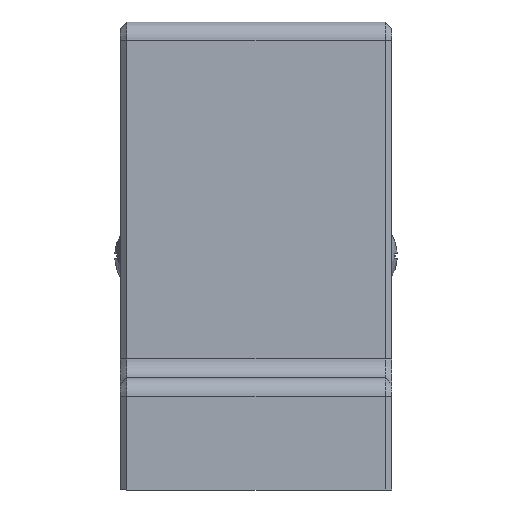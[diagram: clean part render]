
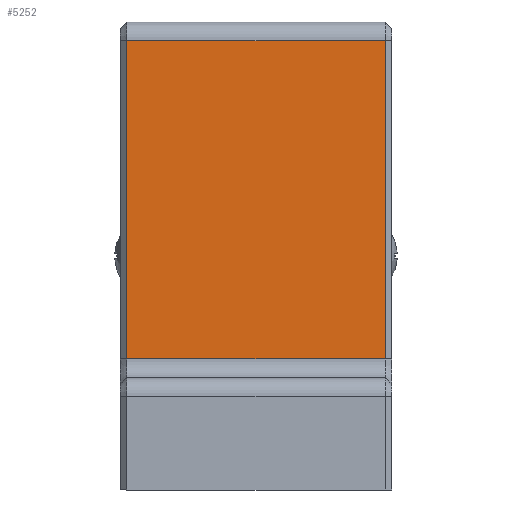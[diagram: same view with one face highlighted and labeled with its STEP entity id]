
A CAD part, front view. The second image highlights one B-rep face of the part: STEP entity #5252.
In plain terms, the highlighted planar face has unit normal (0, -1, 0).
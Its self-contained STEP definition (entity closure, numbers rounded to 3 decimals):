
#5019=CARTESIAN_POINT('',(13.8,-25.,14.));
#5020=VERTEX_POINT('',#5019);
#5069=CARTESIAN_POINT('',(13.8,-25.,48.));
#5070=VERTEX_POINT('',#5069);
#5077=CARTESIAN_POINT('',(13.8,-25.,48.));
#5078=DIRECTION('',(0.0,0.0,-1.0));
#5079=VECTOR('',#5078,34.0);
#5080=LINE('',#5077,#5079);
#5081=EDGE_CURVE('',#5070,#5020,#5080,.T.);
#5209=CARTESIAN_POINT('',(-13.8,-25.,14.));
#5210=VERTEX_POINT('',#5209);
#5220=CARTESIAN_POINT('',(-13.8,-25.,14.));
#5221=DIRECTION('',(1.0,0.0,0.0));
#5222=VECTOR('',#5221,27.6);
#5223=LINE('',#5220,#5222);
#5224=EDGE_CURVE('',#5210,#5020,#5223,.T.);
#5229=CARTESIAN_POINT('',(0.0,-25.,50.));
#5230=DIRECTION('',(0.0,1.0,0.0));
#5231=DIRECTION('',(0.0,0.0,1.0));
#5232=AXIS2_PLACEMENT_3D('',#5229,#5230,#5231);
#5233=PLANE('',#5232);
#5234=CARTESIAN_POINT('',(-13.8,-25.,48.));
#5235=VERTEX_POINT('',#5234);
#5236=CARTESIAN_POINT('',(-13.8,-25.,14.));
#5237=DIRECTION('',(0.0,0.0,1.0));
#5238=VECTOR('',#5237,34.);
#5239=LINE('',#5236,#5238);
#5240=EDGE_CURVE('',#5210,#5235,#5239,.T.);
#5241=ORIENTED_EDGE('',*,*,#5240,.F.);
#5242=ORIENTED_EDGE('',*,*,#5224,.T.);
#5243=ORIENTED_EDGE('',*,*,#5081,.F.);
#5244=CARTESIAN_POINT('',(13.8,-25.,48.));
#5245=DIRECTION('',(-1.0,0.0,0.0));
#5246=VECTOR('',#5245,27.6);
#5247=LINE('',#5244,#5246);
#5248=EDGE_CURVE('',#5070,#5235,#5247,.T.);
#5249=ORIENTED_EDGE('',*,*,#5248,.T.);
#5250=EDGE_LOOP('',(#5241,#5242,#5243,#5249));
#5251=FACE_OUTER_BOUND('',#5250,.T.);
#5252=ADVANCED_FACE('',(#5251),#5233,.F.);
